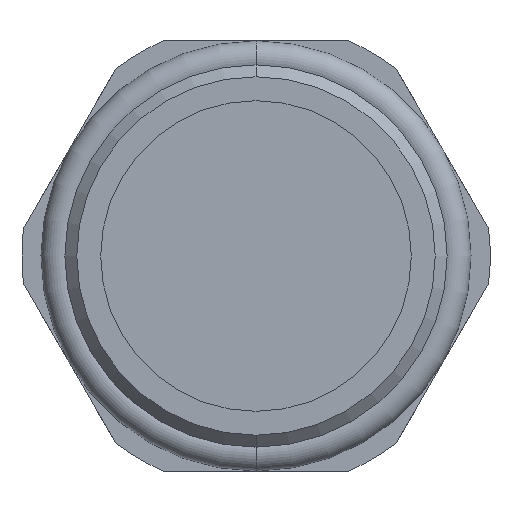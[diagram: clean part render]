
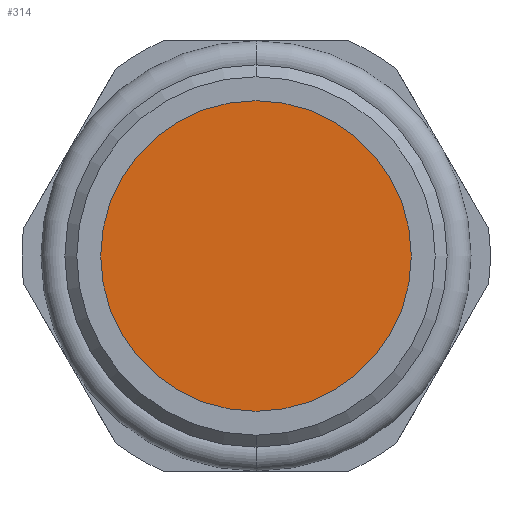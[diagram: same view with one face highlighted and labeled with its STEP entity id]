
A CAD part, front view. The second image highlights one B-rep face of the part: STEP entity #314.
In plain terms, the highlighted planar face has unit normal (0, -1, 0).
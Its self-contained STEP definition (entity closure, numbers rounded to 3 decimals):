
#10 = VERTEX_POINT ( 'NONE', #770 ) ;
#15 = VERTEX_POINT ( 'NONE', #830 ) ;
#19 = EDGE_LOOP ( 'NONE', ( #750, #808 ) ) ;
#207 = AXIS2_PLACEMENT_3D ( 'NONE', #540, #544, #545 ) ;
#284 = FACE_OUTER_BOUND ( 'NONE', #19, .T. ) ;
#289 = AXIS2_PLACEMENT_3D ( 'NONE', #423, #424, #425 ) ;
#314 = ADVANCED_FACE ( 'NONE', ( #284 ), #422, .F. ) ;
#353 = EDGE_CURVE ( 'NONE', #15, #10, #911, .T. ) ;
#422 = PLANE ( 'NONE',  #289 ) ;
#423 = CARTESIAN_POINT ( 'NONE',  ( -6.5, -1.5, 0. ) ) ;
#424 = DIRECTION ( 'NONE',  ( 0., 1., 0. ) ) ;
#425 = DIRECTION ( 'NONE',  ( 0., 0., 1. ) ) ;
#540 = CARTESIAN_POINT ( 'NONE',  ( 0., -1.5, 0. ) ) ;
#544 = DIRECTION ( 'NONE',  ( 0., -1., 0. ) ) ;
#545 = DIRECTION ( 'NONE',  ( 0., 0., -1. ) ) ;
#597 = CARTESIAN_POINT ( 'NONE',  ( 0., -1.5, 0. ) ) ;
#598 = DIRECTION ( 'NONE',  ( 0., -1., 0. ) ) ;
#599 = DIRECTION ( 'NONE',  ( 0., 0., -1. ) ) ;
#750 = ORIENTED_EDGE ( 'NONE', *, *, #868, .T. ) ;
#770 = CARTESIAN_POINT ( 'NONE',  ( 0., -1.5, -6.5 ) ) ;
#808 = ORIENTED_EDGE ( 'NONE', *, *, #353, .T. ) ;
#830 = CARTESIAN_POINT ( 'NONE',  ( 0., -1.5, 6.5 ) ) ;
#868 = EDGE_CURVE ( 'NONE', #10, #15, #918, .T. ) ;
#911 = CIRCLE ( 'NONE', #207, 6.5 ) ;
#918 = CIRCLE ( 'NONE', #974, 6.5 ) ;
#974 = AXIS2_PLACEMENT_3D ( 'NONE', #597, #598, #599 ) ;
